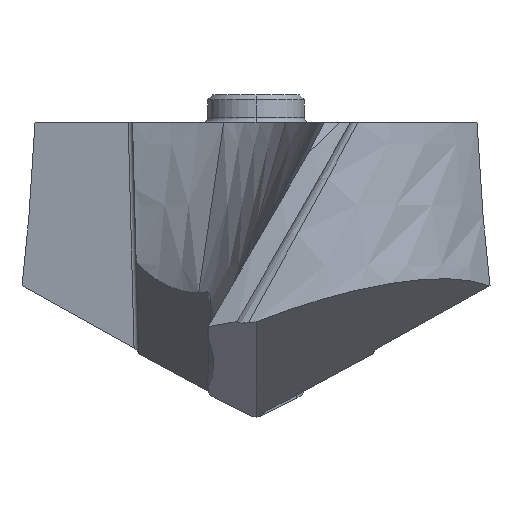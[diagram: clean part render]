
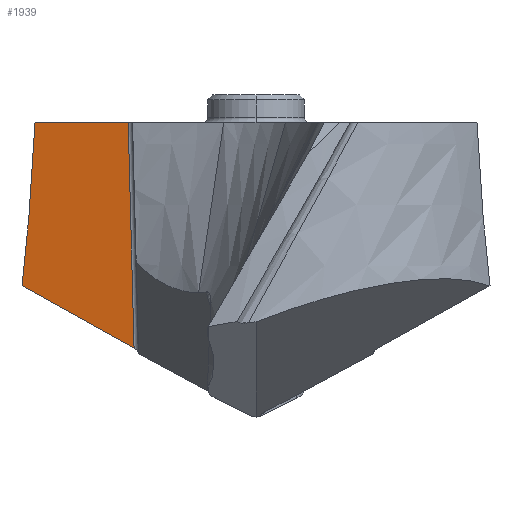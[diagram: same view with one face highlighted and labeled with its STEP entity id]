
A CAD part, left-side view. The second image highlights one B-rep face of the part: STEP entity #1939.
In plain terms, the highlighted planar face has unit normal (-0.925, 0.337, 0.174).
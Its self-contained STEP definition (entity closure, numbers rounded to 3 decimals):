
#210=DIRECTION('',(0.342,0.94,0.));
#211=VECTOR('',#210,3.046);
#212=CARTESIAN_POINT('',(3.186,3.929,0.));
#213=LINE('',#212,#211);
#437=DIRECTION('',(-0.379,-0.808,-0.451));
#438=VECTOR('',#437,4.261);
#439=CARTESIAN_POINT('',(3.432,7.191,-5.017));
#440=LINE('',#439,#438);
#445=CARTESIAN_POINT('',(4.228,6.791,0.));
#446=CARTESIAN_POINT('',(4.163,6.813,-0.389));
#447=CARTESIAN_POINT('',(4.041,6.855,-1.121));
#448=CARTESIAN_POINT('',(3.883,6.917,-2.079));
#449=CARTESIAN_POINT('',(3.75,6.979,-2.91));
#450=CARTESIAN_POINT('',(3.633,7.045,-3.66));
#451=CARTESIAN_POINT('',(3.528,7.114,-4.358));
#452=CARTESIAN_POINT('',(3.463,7.165,-4.802));
#453=CARTESIAN_POINT('',(3.432,7.191,-5.017));
#455=CARTESIAN_POINT('',(3.432,7.191,-5.017));
#480=CARTESIAN_POINT('',(3.186,3.929,0.));
#496=DIRECTION('',(0.193,0.026,0.981));
#497=VECTOR('',#496,7.074);
#498=CARTESIAN_POINT('',(1.818,3.747,-6.938));
#499=LINE('',#498,#497);
#1042=VERTEX_POINT('',#480);
#1043=CARTESIAN_POINT('',(4.228,6.791,0.));
#1044=VERTEX_POINT('',#1043);
#1083=VERTEX_POINT('',#455);
#1084=CARTESIAN_POINT('',(1.818,3.747,-6.938));
#1085=VERTEX_POINT('',#1084);
#1927=CARTESIAN_POINT('',(-0.39,3.327,
-17.887));
#1928=DIRECTION('',(0.925,-0.337,-0.174));
#1929=DIRECTION('',(0.326,0.941,-0.089));
#1930=AXIS2_PLACEMENT_3D('',#1927,#1928,#1929);
#1931=PLANE('',#1930);
#1932=ORIENTED_EDGE('',*,*,#1407,.F.);
#1934=ORIENTED_EDGE('',*,*,#1933,.F.);
#1935=ORIENTED_EDGE('',*,*,#1820,.F.);
#1936=ORIENTED_EDGE('',*,*,#1912,.F.);
#1937=EDGE_LOOP('',(#1932,#1934,#1935,#1936));
#1938=FACE_OUTER_BOUND('',#1937,.F.);
#454=B_SPLINE_CURVE_WITH_KNOTS('',3,(#445,#446,#447,#448,#449,#450,#451,#452,
#453),.UNSPECIFIED.,.F.,.F.,(4,1,1,1,1,1,4),(0.,0.167,
0.333,0.5,0.667,0.833,1.),
.UNSPECIFIED.);
#1407=EDGE_CURVE('',#1042,#1044,#213,.T.);
#1820=EDGE_CURVE('',#1083,#1085,#440,.T.);
#1912=EDGE_CURVE('',#1044,#1083,#454,.T.);
#1933=EDGE_CURVE('',#1085,#1042,#499,.T.);
#1939=ADVANCED_FACE('',(#1938),#1931,.F.);
